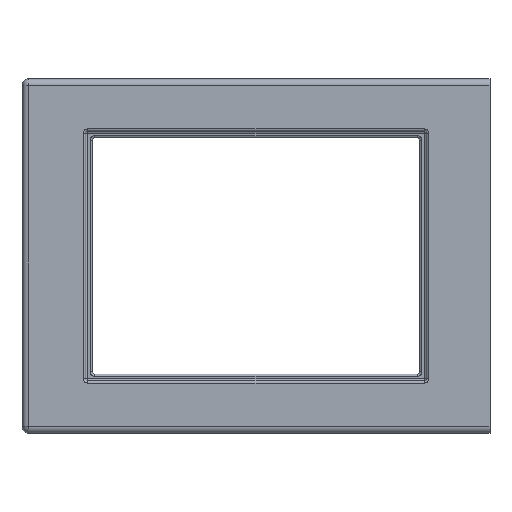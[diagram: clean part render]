
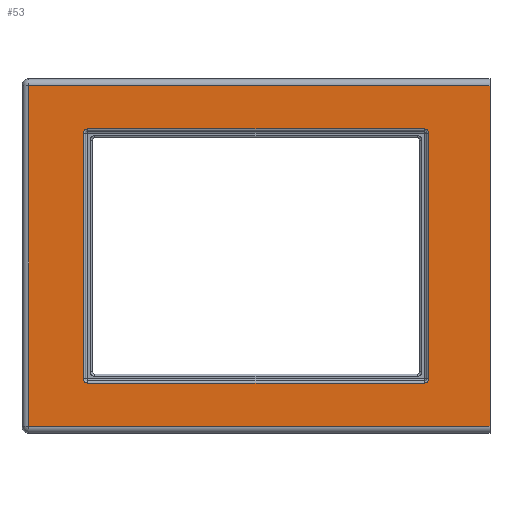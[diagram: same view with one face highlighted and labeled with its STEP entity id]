
A CAD part, top view. The second image highlights one B-rep face of the part: STEP entity #53.
In plain terms, the highlighted planar face has unit normal (0, 0, 1).
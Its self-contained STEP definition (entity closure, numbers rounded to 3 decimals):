
#53=ADVANCED_FACE('',(#91,#93),#95,.T.);
#91=FACE_BOUND('',#92,.T.);
#92=EDGE_LOOP('',(#363,#364,#365,#366));
#93=FACE_BOUND('',#94,.T.);
#94=EDGE_LOOP('',(#367,#368,#369,#370,#371,#372,#373,#374));
#95=PLANE('',#96);
#96=AXIS2_PLACEMENT_3D('',#97,#98,#99);
#97=CARTESIAN_POINT('',(0.,0.,4.));
#98=DIRECTION('',(0.,0.,1.));
#99=DIRECTION('',(-1.,0.,0.));
#363=ORIENTED_EDGE('',*,*,#537,.T.);
#364=ORIENTED_EDGE('',*,*,#538,.T.);
#365=ORIENTED_EDGE('',*,*,#539,.T.);
#366=ORIENTED_EDGE('',*,*,#540,.T.);
#367=ORIENTED_EDGE('',*,*,#541,.T.);
#368=ORIENTED_EDGE('',*,*,#542,.F.);
#369=ORIENTED_EDGE('',*,*,#543,.T.);
#370=ORIENTED_EDGE('',*,*,#544,.F.);
#371=ORIENTED_EDGE('',*,*,#545,.T.);
#372=ORIENTED_EDGE('',*,*,#546,.F.);
#373=ORIENTED_EDGE('',*,*,#547,.T.);
#374=ORIENTED_EDGE('',*,*,#548,.F.);
#537=EDGE_CURVE('',#624,#625,#626,.T.);
#538=EDGE_CURVE('',#625,#627,#628,.T.);
#539=EDGE_CURVE('',#627,#629,#630,.T.);
#540=EDGE_CURVE('',#629,#624,#631,.T.);
#541=EDGE_CURVE('',#632,#633,#634,.F.);
#542=EDGE_CURVE('',#635,#633,#636,.F.);
#543=EDGE_CURVE('',#635,#637,#638,.F.);
#544=EDGE_CURVE('',#639,#637,#640,.F.);
#545=EDGE_CURVE('',#639,#641,#642,.F.);
#546=EDGE_CURVE('',#643,#641,#644,.F.);
#547=EDGE_CURVE('',#643,#645,#646,.F.);
#548=EDGE_CURVE('',#632,#645,#647,.F.);
#624=VERTEX_POINT('',#763);
#625=VERTEX_POINT('',#764);
#626=LINE('',#765,#766);
#627=VERTEX_POINT('',#768);
#628=LINE('',#769,#770);
#629=VERTEX_POINT('',#772);
#630=LINE('',#773,#774);
#631=LINE('',#776,#777);
#632=VERTEX_POINT('',#779);
#633=VERTEX_POINT('',#780);
#634=LINE('',#781,#782);
#635=VERTEX_POINT('',#784);
#636=CIRCLE('',#785,2.);
#637=VERTEX_POINT('',#789);
#638=LINE('',#790,#791);
#639=VERTEX_POINT('',#793);
#640=CIRCLE('',#794,2.);
#641=VERTEX_POINT('',#798);
#642=LINE('',#799,#800);
#643=VERTEX_POINT('',#802);
#644=CIRCLE('',#803,2.);
#645=VERTEX_POINT('',#807);
#646=LINE('',#808,#809);
#647=CIRCLE('',#811,2.);
#763=CARTESIAN_POINT('',(103.,75.,4.));
#764=CARTESIAN_POINT('',(-100.,75.,4.));
#765=CARTESIAN_POINT('',(103.,75.,4.));
#766=VECTOR('',#767,1.);
#767=DIRECTION('',(-1.,0.,0.));
#768=CARTESIAN_POINT('',(-100.,-75.,4.));
#769=CARTESIAN_POINT('',(-100.,75.,4.));
#770=VECTOR('',#771,1.);
#771=DIRECTION('',(0.,-1.,0.));
#772=CARTESIAN_POINT('',(103.,-75.,4.));
#773=CARTESIAN_POINT('',(-100.,-75.,4.));
#774=VECTOR('',#775,1.);
#775=DIRECTION('',(1.,0.,0.));
#776=CARTESIAN_POINT('',(103.,-75.,4.));
#777=VECTOR('',#778,1.);
#778=DIRECTION('',(0.,1.,0.));
#779=CARTESIAN_POINT('',(74.,-56.,4.));
#780=CARTESIAN_POINT('',(-74.,-56.,4.));
#781=CARTESIAN_POINT('',(-74.,-56.,4.));
#782=VECTOR('',#783,1.);
#783=DIRECTION('',(1.,0.,0.));
#784=CARTESIAN_POINT('',(-76.,-54.,4.));
#785=AXIS2_PLACEMENT_3D('',#786,#787,#788);
#786=CARTESIAN_POINT('',(-74.,-54.,4.));
#787=DIRECTION('',(0.,0.,-1.));
#788=DIRECTION('',(0.,-1.,0.));
#789=CARTESIAN_POINT('',(-76.,54.,4.));
#790=CARTESIAN_POINT('',(-76.,54.,4.));
#791=VECTOR('',#792,1.);
#792=DIRECTION('',(0.,-1.,0.));
#793=CARTESIAN_POINT('',(-74.,56.,4.));
#794=AXIS2_PLACEMENT_3D('',#795,#796,#797);
#795=CARTESIAN_POINT('',(-74.,54.,4.));
#796=DIRECTION('',(0.,0.,-1.));
#797=DIRECTION('',(-1.,0.,0.));
#798=CARTESIAN_POINT('',(74.,56.,4.));
#799=CARTESIAN_POINT('',(74.,56.,4.));
#800=VECTOR('',#801,1.);
#801=DIRECTION('',(-1.,0.,0.));
#802=CARTESIAN_POINT('',(76.,54.,4.));
#803=AXIS2_PLACEMENT_3D('',#804,#805,#806);
#804=CARTESIAN_POINT('',(74.,54.,4.));
#805=DIRECTION('',(0.,0.,-1.));
#806=DIRECTION('',(0.,1.,0.));
#807=CARTESIAN_POINT('',(76.,-54.,4.));
#808=CARTESIAN_POINT('',(76.,-54.,4.));
#809=VECTOR('',#810,1.);
#810=DIRECTION('',(0.,1.,0.));
#811=AXIS2_PLACEMENT_3D('',#812,#813,#814);
#812=CARTESIAN_POINT('',(74.,-54.,4.));
#813=DIRECTION('',(0.,0.,-1.));
#814=DIRECTION('',(1.,0.,0.));
